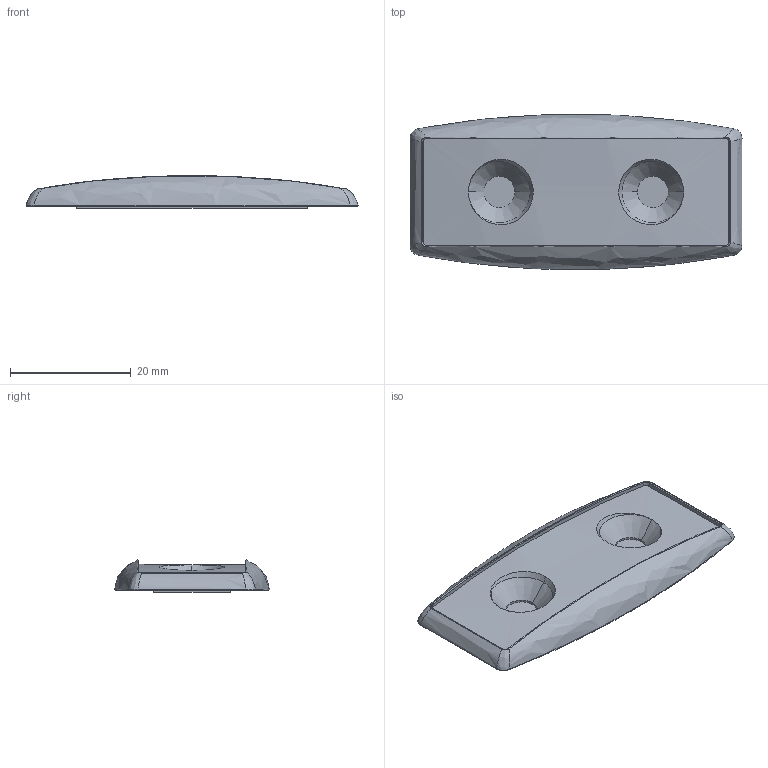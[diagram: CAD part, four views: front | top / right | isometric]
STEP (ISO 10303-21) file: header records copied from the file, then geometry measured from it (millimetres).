
FILE_DESCRIPTION((''),'2;1');
FILE_NAME('3002753_ASM','2015-01-14T',('PSmith'),(''),'PRO/ENGINEER BY PARAMETRIC TECHNOLOGY CORPORATION, 2012360','PRO/ENGINEER BY PARAMETRIC TECHNOLOGY CORPORATION, 2012360','');
FILE_SCHEMA(('CONFIG_CONTROL_DESIGN'));
Length unit declared in the file: inch
Products named in the file (3): 3002408_AF0; 3003186_AF0; 3002753_ASM
Assembly tree (2 placements, depth 2):
  3002753_ASM
    3002408_AF0
    3003186_AF0
Bounding box: 54.96 x 25.7 x 5.4 mm (x, y, z)
Volume: 3781.1 mm3; surface area: 4439.6 mm2
Topology: 2 solids, 2 shells, 418 faces, 1133 edges, 736 vertices
Faces by surface type: plane 331, bspline 36, cylinder 31, torus 12, cone 8
Entity records: 15661 total; most frequent: CARTESIAN_POINT 5260, ORIENTED_EDGE 2266, DIRECTION 1921, EDGE_CURVE 1133, VECTOR 967, LINE 967, VERTEX_POINT 736, AXIS2_PLACEMENT_3D 477
